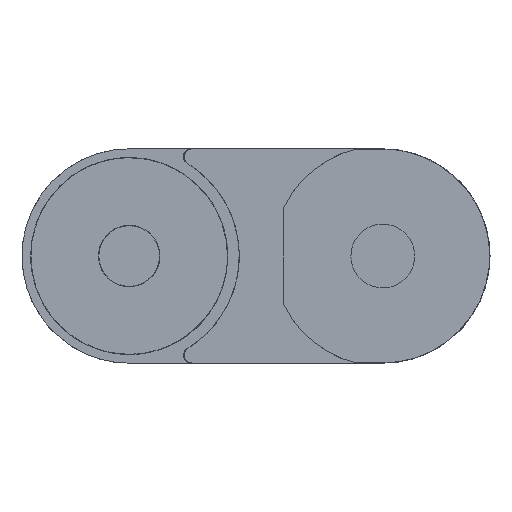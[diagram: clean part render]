
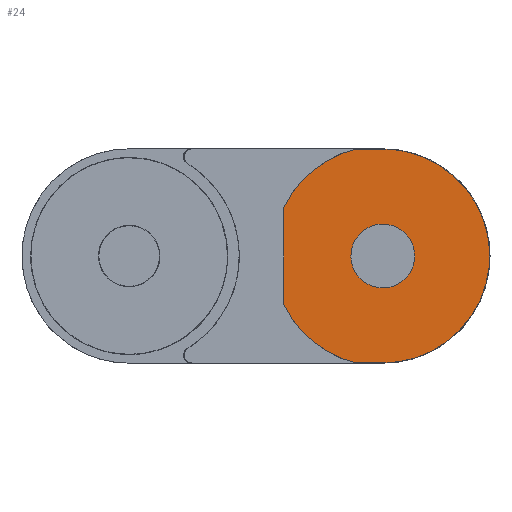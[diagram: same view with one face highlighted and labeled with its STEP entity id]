
A CAD part, front view. The second image highlights one B-rep face of the part: STEP entity #24.
In plain terms, the highlighted planar face has unit normal (0, -1, 0).
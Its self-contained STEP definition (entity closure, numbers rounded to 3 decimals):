
#24=ADVANCED_FACE('',(#112,#98),#1178,.T.);
#98=FACE_BOUND('',#187,.T.);
#112=FACE_OUTER_BOUND('',#186,.T.);
#186=EDGE_LOOP('',(#274,#275,#276,#277,#278,#279));
#187=EDGE_LOOP('',(#280,#281));
#274=ORIENTED_EDGE('',*,*,#710,.T.);
#275=ORIENTED_EDGE('',*,*,#646,.T.);
#276=ORIENTED_EDGE('',*,*,#707,.T.);
#277=ORIENTED_EDGE('',*,*,#647,.T.);
#278=ORIENTED_EDGE('',*,*,#701,.T.);
#279=ORIENTED_EDGE('',*,*,#648,.T.);
#280=ORIENTED_EDGE('',*,*,#717,.T.);
#281=ORIENTED_EDGE('',*,*,#718,.T.);
#646=EDGE_CURVE('',#1019,#1020,#902,.T.);
#647=EDGE_CURVE('',#1021,#1022,#903,.T.);
#648=EDGE_CURVE('',#1023,#1018,#904,.T.);
#701=EDGE_CURVE('',#1022,#1023,#844,.T.);
#707=EDGE_CURVE('',#1020,#1021,#847,.T.);
#710=EDGE_CURVE('',#1018,#1019,#850,.T.);
#717=EDGE_CURVE('',#1025,#1024,#855,.T.);
#718=EDGE_CURVE('',#1024,#1025,#856,.T.);
#844=(
BOUNDED_CURVE()
B_SPLINE_CURVE(2,(#2386,#2387,#2388,#2389,#2390),.UNSPECIFIED.,.F.,.F.)
B_SPLINE_CURVE_WITH_KNOTS((3,2,3),(0.,64.23,128.46),
 .UNSPECIFIED.)
CURVE()
GEOMETRIC_REPRESENTATION_ITEM()
RATIONAL_B_SPLINE_CURVE((1.,0.707,1.,0.707,1.))
REPRESENTATION_ITEM('')
);
#847=(
BOUNDED_CURVE()
B_SPLINE_CURVE(2,(#2409,#2410,#2411),.UNSPECIFIED.,.F.,.F.)
B_SPLINE_CURVE_WITH_KNOTS((3,3),(0.,36.591),.UNSPECIFIED.)
CURVE()
GEOMETRIC_REPRESENTATION_ITEM()
RATIONAL_B_SPLINE_CURVE((1.,0.907,1.))
REPRESENTATION_ITEM('')
);
#850=(
BOUNDED_CURVE()
B_SPLINE_CURVE(2,(#2418,#2419,#2420),.UNSPECIFIED.,.F.,.F.)
B_SPLINE_CURVE_WITH_KNOTS((3,3),(0.,36.591),.UNSPECIFIED.)
CURVE()
GEOMETRIC_REPRESENTATION_ITEM()
RATIONAL_B_SPLINE_CURVE((1.,0.907,1.))
REPRESENTATION_ITEM('')
);
#855=(
BOUNDED_CURVE()
B_SPLINE_CURVE(2,(#2447,#2448,#2449,#2450,#2451),.UNSPECIFIED.,.F.,.F.)
B_SPLINE_CURVE_WITH_KNOTS((3,2,3),(38.296,57.444,76.592),
 .UNSPECIFIED.)
CURVE()
GEOMETRIC_REPRESENTATION_ITEM()
RATIONAL_B_SPLINE_CURVE((1.,0.707,1.,0.707,1.))
REPRESENTATION_ITEM('')
);
#856=(
BOUNDED_CURVE()
B_SPLINE_CURVE(2,(#2452,#2453,#2454,#2455,#2456),.UNSPECIFIED.,.F.,.F.)
B_SPLINE_CURVE_WITH_KNOTS((3,2,3),(0.,19.148,38.296),
 .UNSPECIFIED.)
CURVE()
GEOMETRIC_REPRESENTATION_ITEM()
RATIONAL_B_SPLINE_CURVE((1.,0.707,1.,0.707,1.))
REPRESENTATION_ITEM('')
);
#902=B_SPLINE_CURVE_WITH_KNOTS('',1,(#1978,#1979),.UNSPECIFIED.,.F.,.F.,
(2,2),(0.,37.052),.UNSPECIFIED.);
#903=B_SPLINE_CURVE_WITH_KNOTS('',1,(#1980,#1981),.UNSPECIFIED.,.F.,.F.,
(2,2),(0.,10.393),.UNSPECIFIED.);
#904=B_SPLINE_CURVE_WITH_KNOTS('',1,(#1982,#1983),.UNSPECIFIED.,.F.,.F.,
(2,2),(0.,10.393),.UNSPECIFIED.);
#1018=VERTEX_POINT('',#1856);
#1019=VERTEX_POINT('',#1857);
#1020=VERTEX_POINT('',#1858);
#1021=VERTEX_POINT('',#1859);
#1022=VERTEX_POINT('',#1860);
#1023=VERTEX_POINT('',#1861);
#1024=VERTEX_POINT('',#1862);
#1025=VERTEX_POINT('',#1863);
#1178=PLANE('',#1234);
#1234=AXIS2_PLACEMENT_3D('',#1312,#1273,$);
#1273=DIRECTION('',(0.,-1.,0.));
#1312=CARTESIAN_POINT('',(-644.432,-3.6,-11.276));
#1856=CARTESIAN_POINT('',(-609.039,-3.6,78.684));
#1857=CARTESIAN_POINT('',(-636.552,-3.6,56.32));
#1858=CARTESIAN_POINT('',(-636.552,-3.6,19.267));
#1859=CARTESIAN_POINT('',(-609.039,-3.6,-3.096));
#1860=CARTESIAN_POINT('',(-598.647,-3.6,-3.096));
#1861=CARTESIAN_POINT('',(-598.647,-3.6,78.684));
#1862=CARTESIAN_POINT('',(-586.457,-3.6,37.794));
#1863=CARTESIAN_POINT('',(-610.837,-3.6,37.794));
#1978=CARTESIAN_POINT('',(-636.552,-3.6,56.32));
#1979=CARTESIAN_POINT('',(-636.552,-3.6,19.267));
#1980=CARTESIAN_POINT('',(-609.039,-3.6,-3.096));
#1981=CARTESIAN_POINT('',(-598.647,-3.6,-3.096));
#1982=CARTESIAN_POINT('',(-598.647,-3.6,78.684));
#1983=CARTESIAN_POINT('',(-609.039,-3.6,78.684));
#2386=CARTESIAN_POINT('',(-598.647,-3.6,-3.096));
#2387=CARTESIAN_POINT('',(-557.757,-3.6,-3.096));
#2388=CARTESIAN_POINT('',(-557.757,-3.6,37.794));
#2389=CARTESIAN_POINT('',(-557.757,-3.6,78.684));
#2390=CARTESIAN_POINT('',(-598.647,-3.6,78.684));
#2409=CARTESIAN_POINT('',(-636.552,-3.6,19.267));
#2410=CARTESIAN_POINT('',(-627.973,-3.6,1.716));
#2411=CARTESIAN_POINT('',(-609.039,-3.6,-3.096));
#2418=CARTESIAN_POINT('',(-609.039,-3.6,78.684));
#2419=CARTESIAN_POINT('',(-627.973,-3.6,73.871));
#2420=CARTESIAN_POINT('',(-636.552,-3.6,56.32));
#2447=CARTESIAN_POINT('',(-610.837,-3.6,37.794));
#2448=CARTESIAN_POINT('',(-610.837,-3.6,49.984));
#2449=CARTESIAN_POINT('',(-598.647,-3.6,49.984));
#2450=CARTESIAN_POINT('',(-586.457,-3.6,49.984));
#2451=CARTESIAN_POINT('',(-586.457,-3.6,37.794));
#2452=CARTESIAN_POINT('',(-586.457,-3.6,37.794));
#2453=CARTESIAN_POINT('',(-586.457,-3.6,25.604));
#2454=CARTESIAN_POINT('',(-598.647,-3.6,25.604));
#2455=CARTESIAN_POINT('',(-610.837,-3.6,25.604));
#2456=CARTESIAN_POINT('',(-610.837,-3.6,37.794));
